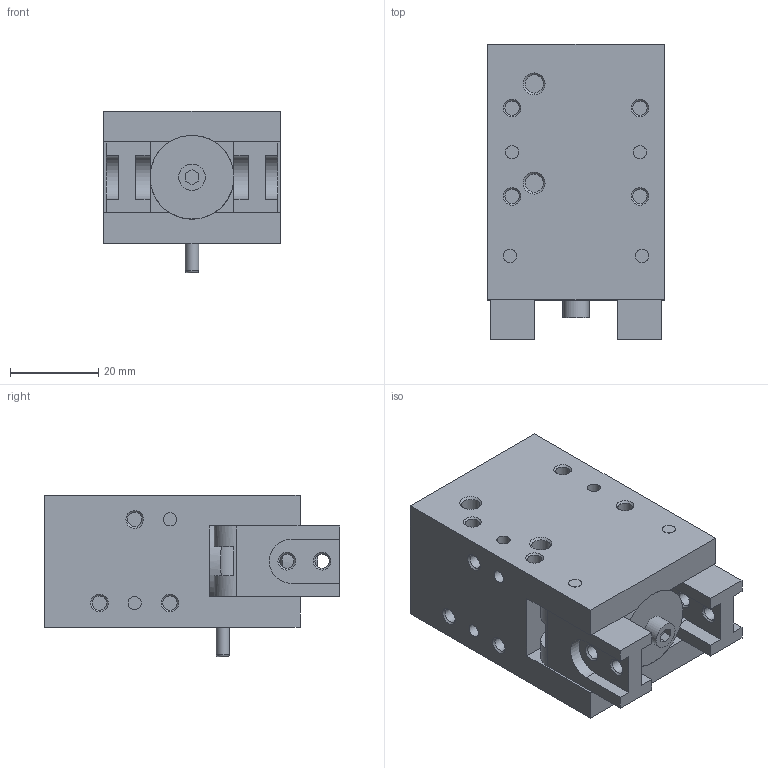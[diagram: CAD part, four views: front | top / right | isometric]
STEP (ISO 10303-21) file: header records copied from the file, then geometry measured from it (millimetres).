
FILE_DESCRIPTION((''),'2;1');
FILE_NAME('MSG-Z1-180.stp','2012-10-12T08:30:29',('hartung_david'),(''),'Autodesk Inventor 2012','Autodesk Inventor 2012','');
FILE_SCHEMA(('AUTOMOTIVE_DESIGN { 1 0 10303 214 1 1 1 1 }'));
Length unit declared in the file: millimetre
Products named in the file (4): MSG-Z1-180; MSG-Z1-180-010; MSG-Z1-180-020; MSG-Z1-180-030
Assembly tree (3 placements, depth 2):
  MSG-Z1-180
    MSG-Z1-180-010
    MSG-Z1-180-020
    MSG-Z1-180-030
Bounding box: 40 x 67 x 36.71 mm (x, y, z)
Volume: 65306.4 mm3; surface area: 18651.6 mm2
Topology: 3 solids, 3 shells, 178 faces, 372 edges, 238 vertices
Faces by surface type: plane 90, cylinder 57, cone 30, torus 1
Full cylindrical faces by diameter (mm): 2.459 x2, 3 x14, 3.1 x2, 3.242 x20, 4.134 x4, 6 x1, 19 x1, 22 x1
Entity records: 4769 total; most frequent: CARTESIAN_POINT 813, DIRECTION 808, ORIENTED_EDGE 584, AXIS2_PLACEMENT_3D 335, EDGE_LOOP 310, EDGE_CURVE 292, VERTEX_POINT 234, FACE_OUTER_BOUND 178
